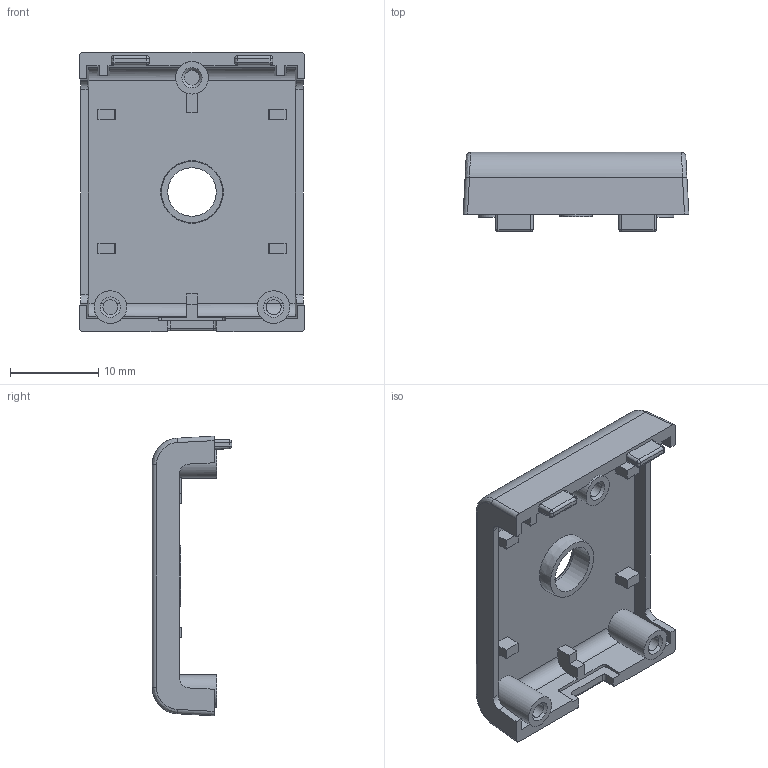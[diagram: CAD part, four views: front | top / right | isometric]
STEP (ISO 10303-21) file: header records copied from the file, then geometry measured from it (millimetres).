
FILE_DESCRIPTION(/* description */ (''),/* implementation_level */ '2;1');
FILE_NAME(/* name */ 'Top.ipt.step',/* time_stamp */ '2020-04-16T23:16:34-04:00',/* author */ ('Jordan'),/* organization */ (''),/* preprocessor_version */ 'ST-DEVELOPER v17',/* originating_system */ 'Autodesk Inventor 2019',/* authorisation */ '');
FILE_SCHEMA (('AUTOMOTIVE_DESIGN { 1 0 10303 214 3 1 1 }'));
Length unit declared in the file: inch
Products named in the file (1): Top
Bounding box: 25.58 x 9 x 31.68 mm (x, y, z)
Volume: 1752 mm3; surface area: 2768.2 mm2
Topology: 1 solids, 1 shells, 152 faces, 410 edges, 264 vertices
Faces by surface type: plane 82, cylinder 49, sphere 8, bspline 6, cone 5, torus 2
Full cylindrical faces by diameter (mm): 1.7 x3, 3.7 x3, 5.5 x1
Entity records: 5596 total; most frequent: CARTESIAN_POINT 1688, DIRECTION 818, ORIENTED_EDGE 812, EDGE_CURVE 406, AXIS2_PLACEMENT_3D 283, VERTEX_POINT 264, LINE 252, VECTOR 252
